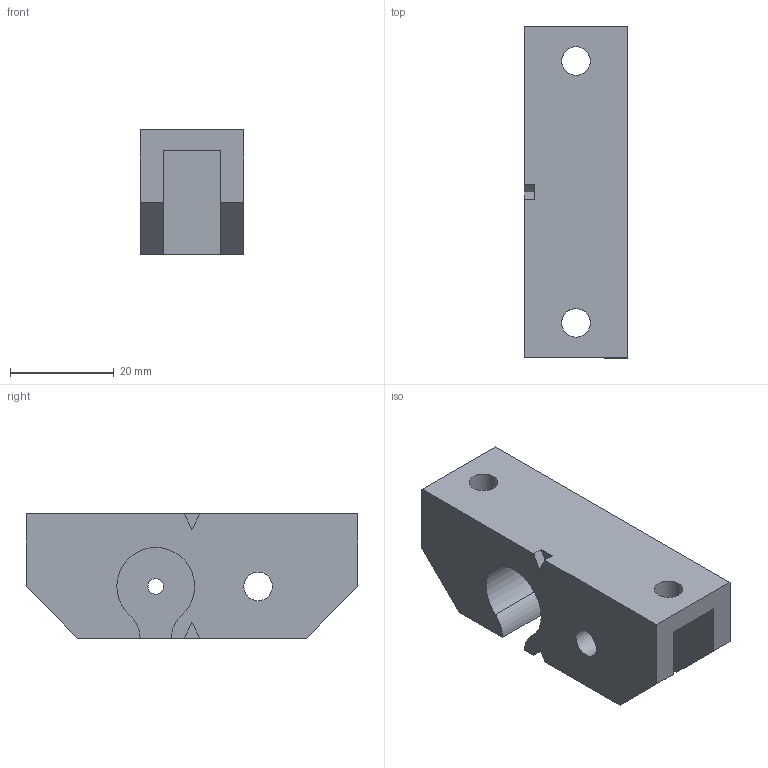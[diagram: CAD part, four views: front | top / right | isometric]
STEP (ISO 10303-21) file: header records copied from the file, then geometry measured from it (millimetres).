
FILE_DESCRIPTION(/* description */ (''),/* implementation_level */ '2;1');
FILE_NAME(/* name */ 'Z Belt Anchor Top M.step',/* time_stamp */ '2018-11-09T11:32:16+01:00',/* author */ (''),/* organization */ (''),/* preprocessor_version */ 'ST-DEVELOPER v17.2',/* originating_system */ 'Autodesk Translation Framework v7.6.0.251',/* authorisation */ '');
FILE_SCHEMA (('AUTOMOTIVE_DESIGN { 1 0 10303 214 3 1 1 }'));
Length unit declared in the file: millimetre
Products named in the file (1): Z Belt Anchor Top M.f3d
Bounding box: 20 x 64 x 24 mm (x, y, z)
Volume: 16876.2 mm3; surface area: 8575.8 mm2
Topology: 1 solids, 1 shells, 33 faces, 95 edges, 64 vertices
Faces by surface type: plane 25, cylinder 8
Full cylindrical faces by diameter (mm): 3 x1, 5.5 x4
Entity records: 1143 total; most frequent: CARTESIAN_POINT 193, ORIENTED_EDGE 190, DIRECTION 181, EDGE_CURVE 95, LINE 77, VECTOR 77, VERTEX_POINT 64, AXIS2_PLACEMENT_3D 52
